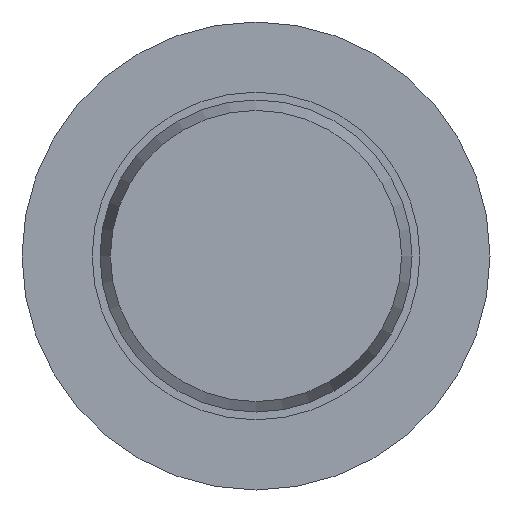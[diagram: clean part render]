
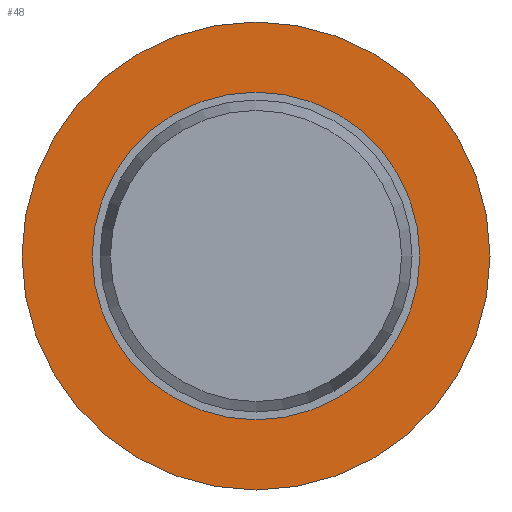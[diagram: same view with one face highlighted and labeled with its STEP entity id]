
A CAD part, front view. The second image highlights one B-rep face of the part: STEP entity #48.
In plain terms, the highlighted planar face has unit normal (0, -1, 0).
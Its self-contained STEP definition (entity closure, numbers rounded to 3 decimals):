
#48 = ADVANCED_FACE( '', ( #100, #101 ), #102, .F. );
#100 = FACE_BOUND( '', #153, .T. );
#101 = FACE_OUTER_BOUND( '', #154, .T. );
#102 = PLANE( '', #155 );
#153 = EDGE_LOOP( '', ( #212 ) );
#154 = EDGE_LOOP( '', ( #213 ) );
#155 = AXIS2_PLACEMENT_3D( '', #214, #215, #216 );
#212 = ORIENTED_EDGE( '', *, *, #259, .F. );
#213 = ORIENTED_EDGE( '', *, *, #261, .T. );
#214 = CARTESIAN_POINT( '', ( 15., 20., 0. ) );
#215 = DIRECTION( '', ( 0., 1., 0. ) );
#216 = DIRECTION( '', ( 0., 0., 1. ) );
#259 = EDGE_CURVE( '', #289, #289, #290, .T. );
#261 = EDGE_CURVE( '', #292, #292, #293, .T. );
#289 = VERTEX_POINT( '', #323 );
#290 = CIRCLE( '', #324, 10.5 );
#292 = VERTEX_POINT( '', #326 );
#293 = CIRCLE( '', #327, 15. );
#323 = CARTESIAN_POINT( '', ( 0., 20., -10.5 ) );
#324 = AXIS2_PLACEMENT_3D( '', #358, #359, #360 );
#326 = CARTESIAN_POINT( '', ( 0., 20., -15. ) );
#327 = AXIS2_PLACEMENT_3D( '', #361, #362, #363 );
#358 = CARTESIAN_POINT( '', ( 0., 20., 0. ) );
#359 = DIRECTION( '', ( 0., -1., 0. ) );
#360 = DIRECTION( '', ( 0., 0., -1. ) );
#361 = CARTESIAN_POINT( '', ( 0., 20., 0. ) );
#362 = DIRECTION( '', ( 0., -1., 0. ) );
#363 = DIRECTION( '', ( 0., 0., -1. ) );
